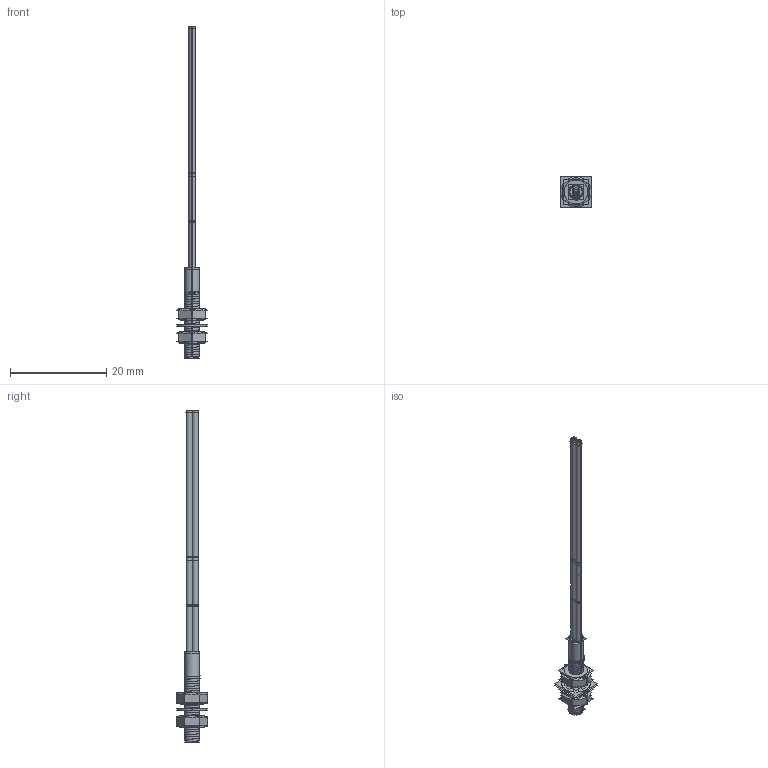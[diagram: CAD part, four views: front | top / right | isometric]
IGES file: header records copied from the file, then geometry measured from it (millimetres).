
Start section:  PTC IGES file: 161886.igs
Global section: file name: 161886.igs; native system: Creo Parametric by Parametric Technology Corporation; preprocessor: 2013230; author: pdmadmin; organization: Unknown; date: 20160105.114910; units: millimetre
Bounding box: 6.35 x 6.41 x 68.99 mm (x, y, z)
Volume: 304.3 mm3; surface area: 14463.2 mm2
Topology: 17 solids, 29 shells, 538 faces, 2956 edges, 3932 vertices
Faces by surface type: revolution 330, bspline 208
